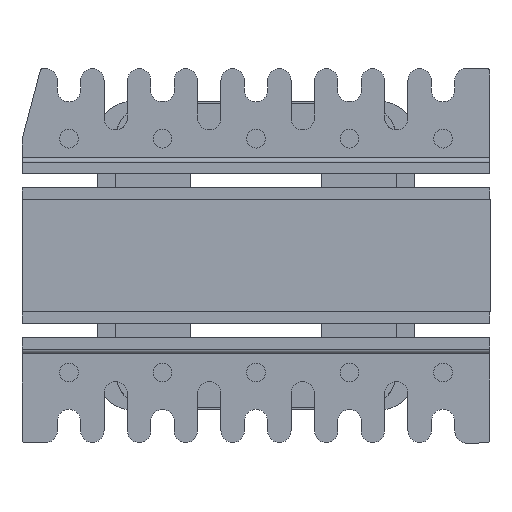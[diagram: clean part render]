
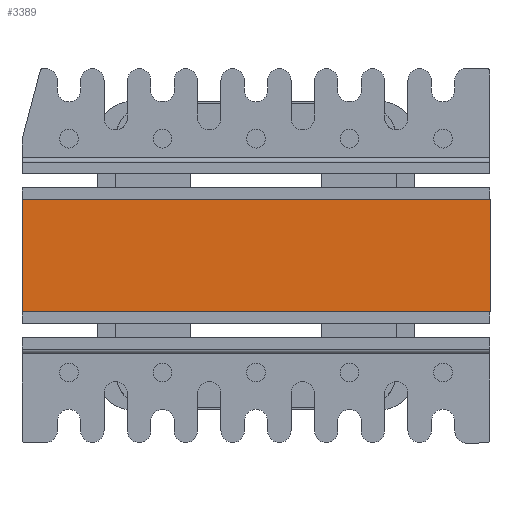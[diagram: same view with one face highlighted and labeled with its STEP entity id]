
A CAD part, front view. The second image highlights one B-rep face of the part: STEP entity #3389.
In plain terms, the highlighted planar face has unit normal (0, -1, 0).
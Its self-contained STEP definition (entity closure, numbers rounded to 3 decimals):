
#560 = DIRECTION ( 'NONE',  ( 0., -1., 0. ) ) ;
#723 = LINE ( 'NONE', #2864, #7277 ) ;
#1347 = VERTEX_POINT ( 'NONE', #9561 ) ;
#1432 = VECTOR ( 'NONE', #7894, 1000. ) ;
#1442 = VERTEX_POINT ( 'NONE', #9980 ) ;
#1694 = LINE ( 'NONE', #3660, #1432 ) ;
#1868 = ORIENTED_EDGE ( 'NONE', *, *, #5085, .F. ) ;
#2014 = ORIENTED_EDGE ( 'NONE', *, *, #2350, .F. ) ;
#2245 = CARTESIAN_POINT ( 'NONE',  ( -33.769, 6.29, -18.099 ) ) ;
#2350 = EDGE_CURVE ( 'NONE', #1442, #8679, #3717, .T. ) ;
#2576 = DIRECTION ( 'NONE',  ( -1., 0., 0. ) ) ;
#2864 = CARTESIAN_POINT ( 'NONE',  ( -53.779, 6.29, -22.899 ) ) ;
#3389 = ADVANCED_FACE ( 'NONE', ( #10550 ), #9924, .T. ) ;
#3660 = CARTESIAN_POINT ( 'NONE',  ( -53.789, 6.29, -22.899 ) ) ;
#3717 = LINE ( 'NONE', #2245, #7436 ) ;
#3895 = EDGE_CURVE ( 'NONE', #1442, #1347, #9918, .T. ) ;
#4084 = CARTESIAN_POINT ( 'NONE',  ( -33.769, 6.29, -22.899 ) ) ;
#4834 = DIRECTION ( 'NONE',  ( 0., 0., -1. ) ) ;
#5085 = EDGE_CURVE ( 'NONE', #5350, #1347, #1694, .T. ) ;
#5213 = ORIENTED_EDGE ( 'NONE', *, *, #3895, .T. ) ;
#5350 = VERTEX_POINT ( 'NONE', #8365 ) ;
#5376 = VECTOR ( 'NONE', #2576, 1000. ) ;
#5465 = EDGE_LOOP ( 'NONE', ( #5213, #1868, #8368, #2014 ) ) ;
#5683 = CARTESIAN_POINT ( 'NONE',  ( 0., 6.29, 0. ) ) ;
#6544 = DIRECTION ( 'NONE',  ( 0., 0., -1. ) ) ;
#7277 = VECTOR ( 'NONE', #8858, 1000. ) ;
#7436 = VECTOR ( 'NONE', #4834, 1000. ) ;
#7894 = DIRECTION ( 'NONE',  ( 0., 0., 1. ) ) ;
#8365 = CARTESIAN_POINT ( 'NONE',  ( -53.789, 6.29, -22.899 ) ) ;
#8368 = ORIENTED_EDGE ( 'NONE', *, *, #10586, .T. ) ;
#8679 = VERTEX_POINT ( 'NONE', #4084 ) ;
#8858 = DIRECTION ( 'NONE',  ( 1., 0., 0. ) ) ;
#9393 = CARTESIAN_POINT ( 'NONE',  ( -53.779, 6.29, -18.099 ) ) ;
#9561 = CARTESIAN_POINT ( 'NONE',  ( -53.789, 6.29, -18.099 ) ) ;
#9918 = LINE ( 'NONE', #9393, #5376 ) ;
#9924 = PLANE ( 'NONE',  #9984 ) ;
#9980 = CARTESIAN_POINT ( 'NONE',  ( -33.769, 6.29, -18.099 ) ) ;
#9984 = AXIS2_PLACEMENT_3D ( 'NONE', #5683, #560, #6544 ) ;
#10550 = FACE_OUTER_BOUND ( 'NONE', #5465, .T. ) ;
#10586 = EDGE_CURVE ( 'NONE', #5350, #8679, #723, .T. ) ;
